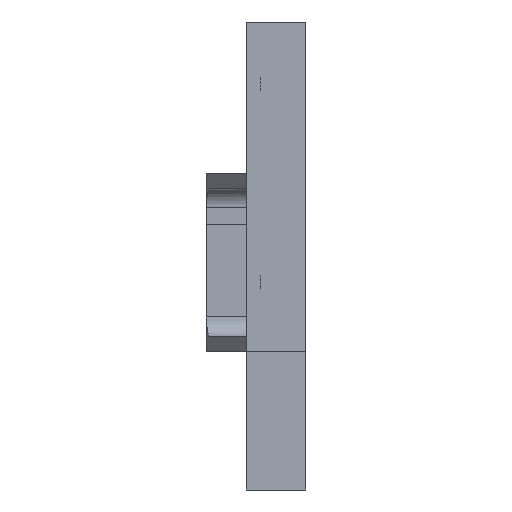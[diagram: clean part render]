
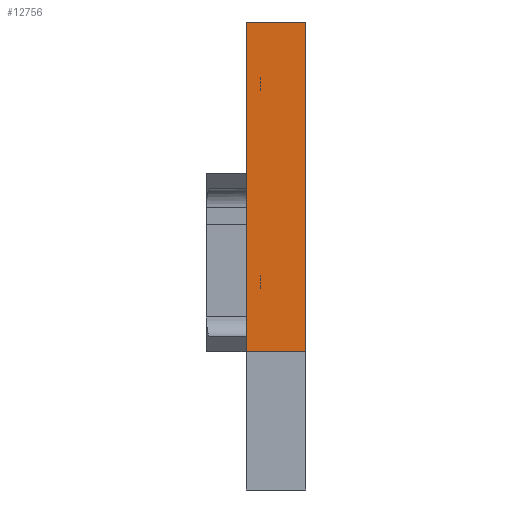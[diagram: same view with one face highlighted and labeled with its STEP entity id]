
A CAD part, left-side view. The second image highlights one B-rep face of the part: STEP entity #12756.
In plain terms, the highlighted planar face has unit normal (-1, 0, 0).
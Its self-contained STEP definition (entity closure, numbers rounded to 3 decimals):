
#907 = PLANE('',#908);
#908 = AXIS2_PLACEMENT_3D('',#909,#910,#911);
#909 = CARTESIAN_POINT('',(-1.656,0.,
    1.263));
#910 = DIRECTION('',(0.,1.,0.));
#911 = DIRECTION('',(0.,0.,1.));
#3094 = VERTEX_POINT('',#3095);
#3095 = CARTESIAN_POINT('',(-261.,0.,-9.));
#3109 = PLANE('',#3110);
#3110 = AXIS2_PLACEMENT_3D('',#3111,#3112,#3113);
#3111 = CARTESIAN_POINT('',(-228.,0.,-9.));
#3112 = DIRECTION('',(0.,0.,1.));
#3113 = DIRECTION('',(-1.,-0.,0.));
#3121 = EDGE_CURVE('',#3094,#3122,#3124,.T.);
#3122 = VERTEX_POINT('',#3123);
#3123 = CARTESIAN_POINT('',(-261.,0.,24.25));
#3124 = SURFACE_CURVE('',#3125,(#3129,#3136),.PCURVE_S1.);
#3125 = LINE('',#3126,#3127);
#3126 = CARTESIAN_POINT('',(-261.,0.,-9.));
#3127 = VECTOR('',#3128,1.);
#3128 = DIRECTION('',(0.,0.,1.));
#3129 = PCURVE('',#907,#3130);
#3130 = DEFINITIONAL_REPRESENTATION('',(#3131),#3135);
#3131 = LINE('',#3132,#3133);
#3132 = CARTESIAN_POINT('',(-10.263,-259.344));
#3133 = VECTOR('',#3134,1.);
#3134 = DIRECTION('',(1.,-0.));
#3135 = ( GEOMETRIC_REPRESENTATION_CONTEXT(2) 
PARAMETRIC_REPRESENTATION_CONTEXT() REPRESENTATION_CONTEXT('2D SPACE',''
  ) );
#3136 = PCURVE('',#3137,#3142);
#3137 = PLANE('',#3138);
#3138 = AXIS2_PLACEMENT_3D('',#3139,#3140,#3141);
#3139 = CARTESIAN_POINT('',(-261.,0.,-9.));
#3140 = DIRECTION('',(1.,0.,0.));
#3141 = DIRECTION('',(0.,0.,1.));
#3142 = DEFINITIONAL_REPRESENTATION('',(#3143),#3147);
#3143 = LINE('',#3144,#3145);
#3144 = CARTESIAN_POINT('',(0.,0.));
#3145 = VECTOR('',#3146,1.);
#3146 = DIRECTION('',(1.,0.));
#3147 = ( GEOMETRIC_REPRESENTATION_CONTEXT(2) 
PARAMETRIC_REPRESENTATION_CONTEXT() REPRESENTATION_CONTEXT('2D SPACE',''
  ) );
#3165 = PLANE('',#3166);
#3166 = AXIS2_PLACEMENT_3D('',#3167,#3168,#3169);
#3167 = CARTESIAN_POINT('',(-261.,0.,24.25));
#3168 = DIRECTION('',(0.,0.,-1.));
#3169 = DIRECTION('',(1.,0.,0.));
#12711 = VERTEX_POINT('',#12712);
#12712 = CARTESIAN_POINT('',(-261.,6.,-9.));
#12725 = PLANE('',#12726);
#12726 = AXIS2_PLACEMENT_3D('',#12727,#12728,#12729);
#12727 = CARTESIAN_POINT('',(-261.,6.,24.25));
#12728 = DIRECTION('',(0.,-1.,0.));
#12729 = DIRECTION('',(1.,0.,0.));
#12736 = EDGE_CURVE('',#3094,#12711,#12737,.T.);
#12737 = SURFACE_CURVE('',#12738,(#12742,#12749),.PCURVE_S1.);
#12738 = LINE('',#12739,#12740);
#12739 = CARTESIAN_POINT('',(-261.,0.,-9.));
#12740 = VECTOR('',#12741,1.);
#12741 = DIRECTION('',(-0.,1.,0.));
#12742 = PCURVE('',#3109,#12743);
#12743 = DEFINITIONAL_REPRESENTATION('',(#12744),#12748);
#12744 = LINE('',#12745,#12746);
#12745 = CARTESIAN_POINT('',(33.,0.));
#12746 = VECTOR('',#12747,1.);
#12747 = DIRECTION('',(0.,-1.));
#12748 = ( GEOMETRIC_REPRESENTATION_CONTEXT(2) 
PARAMETRIC_REPRESENTATION_CONTEXT() REPRESENTATION_CONTEXT('2D SPACE',''
  ) );
#12749 = PCURVE('',#3137,#12750);
#12750 = DEFINITIONAL_REPRESENTATION('',(#12751),#12755);
#12751 = LINE('',#12752,#12753);
#12752 = CARTESIAN_POINT('',(0.,0.));
#12753 = VECTOR('',#12754,1.);
#12754 = DIRECTION('',(0.,-1.));
#12755 = ( GEOMETRIC_REPRESENTATION_CONTEXT(2) 
PARAMETRIC_REPRESENTATION_CONTEXT() REPRESENTATION_CONTEXT('2D SPACE',''
  ) );
#12756 = ADVANCED_FACE('',(#12757),#3137,.F.);
#12757 = FACE_BOUND('',#12758,.F.);
#12758 = EDGE_LOOP('',(#12759,#12760,#12761,#12784));
#12759 = ORIENTED_EDGE('',*,*,#3121,.F.);
#12760 = ORIENTED_EDGE('',*,*,#12736,.T.);
#12761 = ORIENTED_EDGE('',*,*,#12762,.F.);
#12762 = EDGE_CURVE('',#12763,#12711,#12765,.T.);
#12763 = VERTEX_POINT('',#12764);
#12764 = CARTESIAN_POINT('',(-261.,6.,24.25));
#12765 = SURFACE_CURVE('',#12766,(#12770,#12777),.PCURVE_S1.);
#12766 = LINE('',#12767,#12768);
#12767 = CARTESIAN_POINT('',(-261.,6.,24.25));
#12768 = VECTOR('',#12769,1.);
#12769 = DIRECTION('',(0.,0.,-1.));
#12770 = PCURVE('',#3137,#12771);
#12771 = DEFINITIONAL_REPRESENTATION('',(#12772),#12776);
#12772 = LINE('',#12773,#12774);
#12773 = CARTESIAN_POINT('',(33.25,-6.));
#12774 = VECTOR('',#12775,1.);
#12775 = DIRECTION('',(-1.,0.));
#12776 = ( GEOMETRIC_REPRESENTATION_CONTEXT(2) 
PARAMETRIC_REPRESENTATION_CONTEXT() REPRESENTATION_CONTEXT('2D SPACE',''
  ) );
#12777 = PCURVE('',#12725,#12778);
#12778 = DEFINITIONAL_REPRESENTATION('',(#12779),#12783);
#12779 = LINE('',#12780,#12781);
#12780 = CARTESIAN_POINT('',(0.,0.));
#12781 = VECTOR('',#12782,1.);
#12782 = DIRECTION('',(0.,-1.));
#12783 = ( GEOMETRIC_REPRESENTATION_CONTEXT(2) 
PARAMETRIC_REPRESENTATION_CONTEXT() REPRESENTATION_CONTEXT('2D SPACE',''
  ) );
#12784 = ORIENTED_EDGE('',*,*,#12785,.F.);
#12785 = EDGE_CURVE('',#3122,#12763,#12786,.T.);
#12786 = SURFACE_CURVE('',#12787,(#12791,#12798),.PCURVE_S1.);
#12787 = LINE('',#12788,#12789);
#12788 = CARTESIAN_POINT('',(-261.,0.,24.25));
#12789 = VECTOR('',#12790,1.);
#12790 = DIRECTION('',(-0.,1.,0.));
#12791 = PCURVE('',#3137,#12792);
#12792 = DEFINITIONAL_REPRESENTATION('',(#12793),#12797);
#12793 = LINE('',#12794,#12795);
#12794 = CARTESIAN_POINT('',(33.25,0.));
#12795 = VECTOR('',#12796,1.);
#12796 = DIRECTION('',(0.,-1.));
#12797 = ( GEOMETRIC_REPRESENTATION_CONTEXT(2) 
PARAMETRIC_REPRESENTATION_CONTEXT() REPRESENTATION_CONTEXT('2D SPACE',''
  ) );
#12798 = PCURVE('',#3165,#12799);
#12799 = DEFINITIONAL_REPRESENTATION('',(#12800),#12804);
#12800 = LINE('',#12801,#12802);
#12801 = CARTESIAN_POINT('',(0.,0.));
#12802 = VECTOR('',#12803,1.);
#12803 = DIRECTION('',(0.,-1.));
#12804 = ( GEOMETRIC_REPRESENTATION_CONTEXT(2) 
PARAMETRIC_REPRESENTATION_CONTEXT() REPRESENTATION_CONTEXT('2D SPACE',''
  ) );
